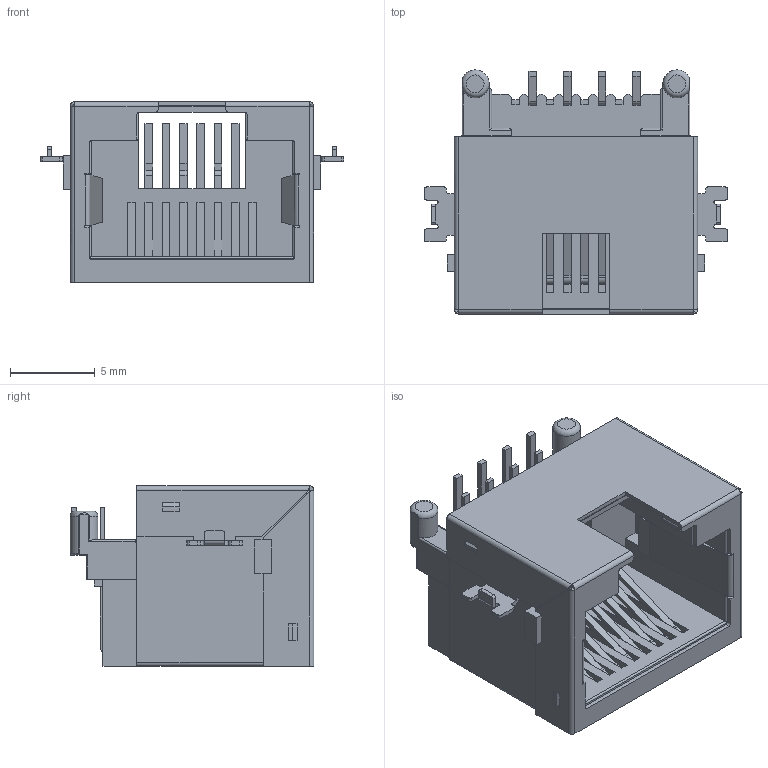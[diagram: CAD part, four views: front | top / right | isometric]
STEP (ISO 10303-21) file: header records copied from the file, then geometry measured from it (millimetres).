
FILE_DESCRIPTION(/* description */ ('Unknown'),/* implementation_level */ '2;1');
FILE_NAME(/* name */ '615108150221R',/* time_stamp */ '2018-09-19T09:57:48+02:00',/* author */ ('Unknown'),/* organization */ ('Unknown'),/* preprocessor_version */ 'ST-DEVELOPER v16.7',/* originating_system */ 'DEX',/* authorisation */ $);
FILE_SCHEMA (('AUTOMOTIVE_DESIGN {1 0 10303 214 3 1 1}'));
Length unit declared in the file: millimetre
Products named in the file (5): 615108150221R; 615108150221R_Housing; 615108150221R_Pin2; 615108150221R_Pin; 615108150221R_Shelding
Assembly tree (10 placements, depth 2):
  615108150221R
    615108150221R_Housing
    615108150221R_Pin2  x4
    615108150221R_Pin  x4
    615108150221R_Shelding
Bounding box: 17.9 x 14.39 x 10.65 mm (x, y, z)
Volume: 739.3 mm3; surface area: 2684.2 mm2
Topology: 10 solids, 10 shells, 662 faces, 1836 edges, 1178 vertices
Faces by surface type: plane 446, cylinder 198, torus 8, bspline 8, sphere 2
Entity records: 17001 total; most frequent: CARTESIAN_POINT 3139, ORIENTED_EDGE 2936, DIRECTION 2776, EDGE_CURVE 1468, LINE 1170, VECTOR 1170, VERTEX_POINT 936, AXIS2_PLACEMENT_3D 803
